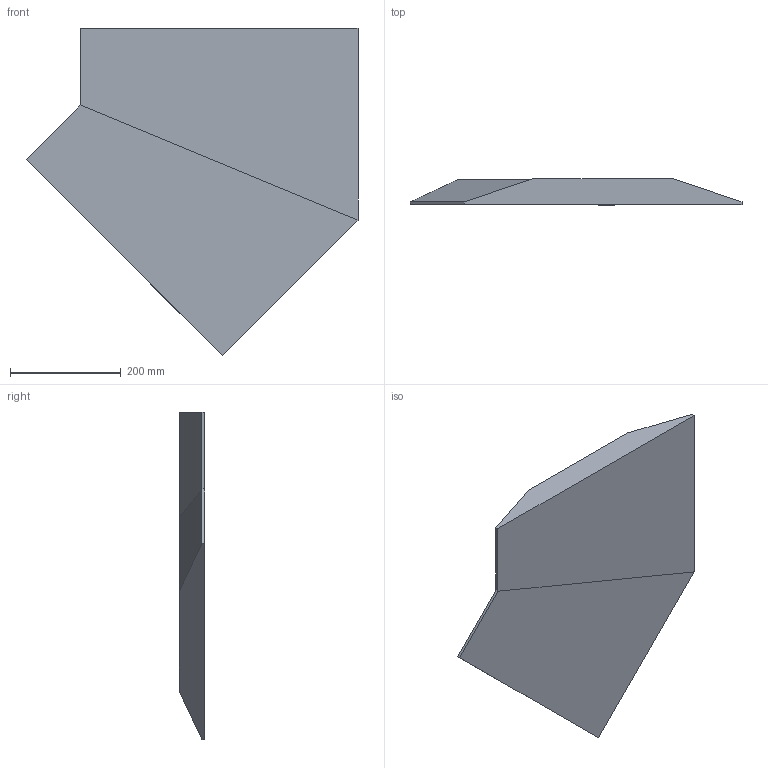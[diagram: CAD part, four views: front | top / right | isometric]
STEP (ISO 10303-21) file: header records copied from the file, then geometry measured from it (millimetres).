
FILE_DESCRIPTION (( 'STEP AP214' ), '1' );
FILE_NAME ('RL5-31-LT.STEP', '2024-09-21T21:59:07', ( '' ), ( '' ), 'SwSTEP 2.0', 'SolidWorks 2024', '' );
FILE_SCHEMA (( 'AUTOMOTIVE_DESIGN' ));
Length unit declared in the file: millimetre
Products named in the file (1): RL5-31-LT
Bounding box: 599.88 x 46 x 591.28 mm (x, y, z)
Volume: 8674254.9 mm3; surface area: 547652.2 mm2
Topology: 1 solids, 1 shells, 105 faces, 276 edges, 182 vertices
Faces by surface type: plane 80, bspline 25
Entity records: 4518 total; most frequent: CARTESIAN_POINT 2078, ORIENTED_EDGE 552, DIRECTION 385, EDGE_CURVE 276, VECTOR 223, LINE 223, VERTEX_POINT 182, EDGE_LOOP 114
